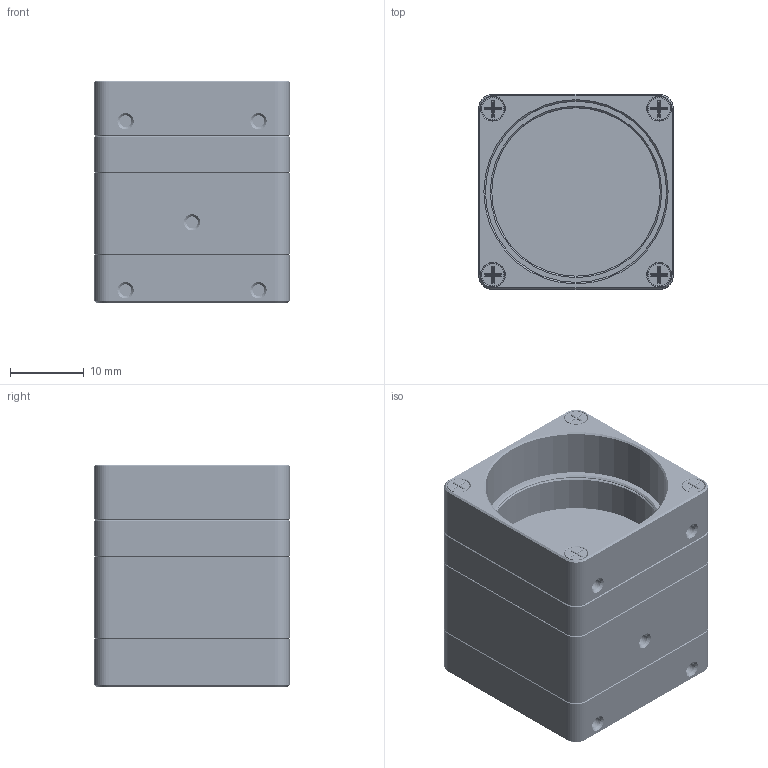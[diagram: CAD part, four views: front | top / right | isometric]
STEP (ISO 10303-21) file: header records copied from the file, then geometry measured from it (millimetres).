
FILE_DESCRIPTION(/* description */ (''),/* implementation_level */ '2;1');
FILE_NAME(/* name */ 'STP-MQ-(MQ042xG-CM)-ASSM.stp',/* time_stamp */ '2020-09-21T15:24:19+02:00',/* author */ (''),/* organization */ (''),/* preprocessor_version */ 'ST-DEVELOPER v16.7',/* originating_system */ 'SIEMENS PLM Software NX 1915',/* authorisation */ '');
FILE_SCHEMA (('AUTOMOTIVE_DESIGN { 1 0 10303 214 3 1 1 1 }'));
Products named in the file (21): CMV4000_Glass; CMV4000_Package; ANDON-96UPGA-Socket; MECH-MX042xG-CM-GSKT; FLT-BK7-AR2X-D25; MECH-O-RING-22X1-VI370; MECH-MQ-MID-042-CM-REV2; MECH-LIGHTPIPE-1.63X4.14; MECH-EMI-GSKT-1.3X2.3X11; MECH-MQ-THERMAL-PAD; SROB-M2x10-CUST ; MECH-MQ-REAR; SROB-M2x14-CUST; MECH-MQ-CS-C; MECH-MQ-FRONT; CMV4000; MQ042xG-CM-PCA-LW_MODEL; SUBASSM-MQ-MID-042-CM; SUBASSM-MQ-REAR; SUBASSM-MQ-FRONT; ASSM-MQXXXxG-XX-LW
Assembly tree (29 placements, depth 4):
  ASSM-MQXXXxG-XX-LW
    SUBASSM-MQ-FRONT
      MECH-MQ-FRONT
      MECH-MQ-CS-C
      SROB-M2x14-CUST  x4
    SUBASSM-MQ-REAR
      MECH-MQ-REAR
      SROB-M2x10-CUST   x4
      MECH-MQ-THERMAL-PAD
      MECH-EMI-GSKT-1.3X2.3X11  x2
      MECH-LIGHTPIPE-1.63X4.14  x3
    SUBASSM-MQ-MID-042-CM
      MECH-MQ-MID-042-CM-REV2
      MECH-O-RING-22X1-VI370
      FLT-BK7-AR2X-D25
      MECH-MX042xG-CM-GSKT
    MQ042xG-CM-PCA-LW_MODEL
      CMV4000
        ANDON-96UPGA-Socket
        CMV4000_Package
        CMV4000_Glass
Bounding box: 26.4 x 26.4 x 30.19 mm (x, y, z)
Volume: 10749.4 mm3; surface area: 18593.3 mm2
Topology: 231 solids, 231 shells, 3095 faces, 7164 edges, 4551 vertices
Faces by surface type: plane 1672, cylinder 916, cone 396, torus 105, bspline 4, extrusion 2
Full cylindrical faces by diameter (mm): 0.3 x118, 0.5 x99, 0.512 x3, 0.76 x190, 0.9 x3, 1.6 x19, 1.9 x8, 2 x16, 3 x8, 3.2 x8, 4.6 x1, 5.07 x1, 21 x1, 21.6 x1, 22.8 x2, 24.4 x1, 24.541 x1, 25 x1, 25.1 x1
Entity records: 87594 total; most frequent: DIRECTION 13507, CARTESIAN_POINT 13035, ORIENTED_EDGE 11212, EDGE_CURVE 5606, AXIS2_PLACEMENT_3D 5065, VERTEX_POINT 4083, EDGE_LOOP 4029, VECTOR 3377
